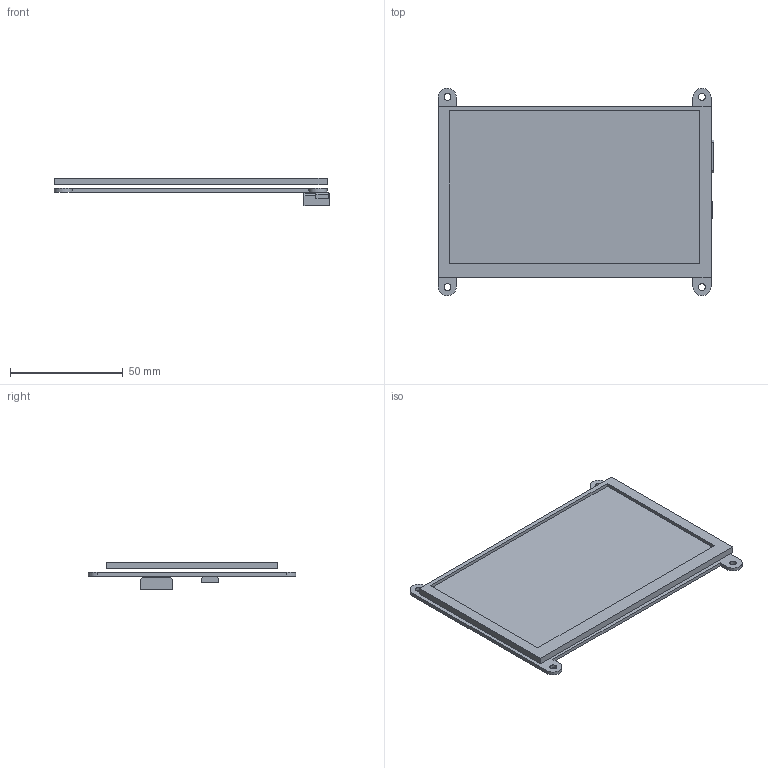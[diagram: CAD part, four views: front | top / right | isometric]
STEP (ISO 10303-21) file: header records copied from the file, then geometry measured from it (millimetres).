
FILE_DESCRIPTION(/* description */ (''),/* implementation_level */ '2;1');
FILE_NAME(/* name */ '2232 5in HDMI Backpack.step',/* time_stamp */ '2018-07-07T16:06:35-04:00',/* author */ ('Adafruit'),/* organization */ (''),/* preprocessor_version */ 'ST-DEVELOPER v17',/* originating_system */ 'Autodesk Translation Framework v7.1.0.215',/* authorisation */ '');
FILE_SCHEMA (('AUTOMOTIVE_DESIGN { 1 0 10303 214 3 1 1 }'));
Length unit declared in the file: millimetre
Products named in the file (1): 5" HDMI Backpack
Bounding box: 121.9 x 91.8 x 12.3 mm (x, y, z)
Volume: 32240 mm3; surface area: 40234 mm2
Topology: 4 solids, 4 shells, 45 faces, 108 edges, 72 vertices
Faces by surface type: plane 37, cylinder 8
Full cylindrical faces by diameter (mm): 3 x4
Entity records: 1344 total; most frequent: CARTESIAN_POINT 226, ORIENTED_EDGE 216, DIRECTION 216, EDGE_CURVE 108, LINE 92, VECTOR 92, VERTEX_POINT 72, AXIS2_PLACEMENT_3D 62
